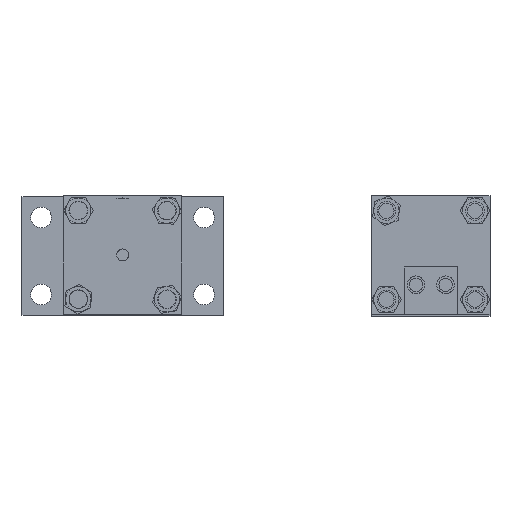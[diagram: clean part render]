
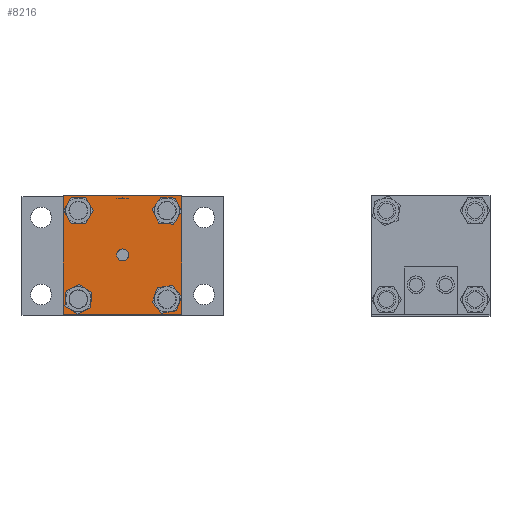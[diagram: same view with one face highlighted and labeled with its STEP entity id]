
A CAD part, top view. The second image highlights one B-rep face of the part: STEP entity #8216.
In plain terms, the highlighted planar face has unit normal (0, 0, 1).
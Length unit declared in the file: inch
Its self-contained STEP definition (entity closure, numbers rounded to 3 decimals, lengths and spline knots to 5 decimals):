
#68 = CARTESIAN_POINT ( 'NONE',  ( 5.15246, 7.39306, 0.5 ) ) ;
#257 = ORIENTED_EDGE ( 'NONE', *, *, #10053, .F. ) ;
#294 = DIRECTION ( 'NONE',  ( 1., 0., 0. ) ) ;
#423 = CARTESIAN_POINT ( 'NONE',  ( 5.89946, 8.32806, 0.5 ) ) ;
#489 = LINE ( 'NONE', #9878, #1091 ) ;
#703 = EDGE_CURVE ( 'NONE', #11243, #8194, #4110, .T. ) ;
#714 = DIRECTION ( 'NONE',  ( 0., -1., 0. ) ) ;
#732 = CIRCLE ( 'NONE', #1118, 0.188 ) ;
#810 = EDGE_CURVE ( 'NONE', #7680, #11717, #11455, .T. ) ;
#939 = CARTESIAN_POINT ( 'NONE',  ( 6.83446, 7.39306, 0.5 ) ) ;
#987 = AXIS2_PLACEMENT_3D ( 'NONE', #11082, #2187, #10197 ) ;
#1045 = EDGE_CURVE ( 'NONE', #4269, #10259, #489, .T. ) ;
#1091 = VECTOR ( 'NONE', #2801, 39.37008 ) ;
#1118 = AXIS2_PLACEMENT_3D ( 'NONE', #12294, #11123, #5270 ) ;
#1158 = CARTESIAN_POINT ( 'NONE',  ( 6.02601, 8.32806, 0.5 ) ) ;
#1204 = VERTEX_POINT ( 'NONE', #8176 ) ;
#1436 = EDGE_LOOP ( 'NONE', ( #257, #3828 ) ) ;
#1441 = DIRECTION ( 'NONE',  ( 0., 0., 1. ) ) ;
#1448 = AXIS2_PLACEMENT_3D ( 'NONE', #12670, #8682, #12705 ) ;
#1503 = AXIS2_PLACEMENT_3D ( 'NONE', #9289, #10292, #294 ) ;
#1557 = EDGE_CURVE ( 'NONE', #1204, #11220, #5648, .T. ) ;
#1702 = CIRCLE ( 'NONE', #1448, 0.188 ) ;
#1767 = AXIS2_PLACEMENT_3D ( 'NONE', #8296, #11267, #4288 ) ;
#1958 = AXIS2_PLACEMENT_3D ( 'NONE', #939, #7970, #8009 ) ;
#2095 = EDGE_LOOP ( 'NONE', ( #12971, #10361 ) ) ;
#2130 = ORIENTED_EDGE ( 'NONE', *, *, #810, .F. ) ;
#2187 = DIRECTION ( 'NONE',  ( 0., 0., 1. ) ) ;
#2203 = EDGE_CURVE ( 'NONE', #4269, #1204, #10814, .T. ) ;
#2354 = CARTESIAN_POINT ( 'NONE',  ( 6.64646, 9.26306, 0.5 ) ) ;
#2515 = CIRCLE ( 'NONE', #1503, 0.188 ) ;
#2574 = CARTESIAN_POINT ( 'NONE',  ( 4.77646, 7.39306, 0.5 ) ) ;
#2801 = DIRECTION ( 'NONE',  ( 1., 0., 0. ) ) ;
#2875 = CIRCLE ( 'NONE', #7746, 0.12655 ) ;
#3259 = AXIS2_PLACEMENT_3D ( 'NONE', #6794, #10790, #10887 ) ;
#3323 = CIRCLE ( 'NONE', #3979, 0.188 ) ;
#3525 = DIRECTION ( 'NONE',  ( 0., 0., 1. ) ) ;
#3548 = DIRECTION ( 'NONE',  ( 1., 0., 0. ) ) ;
#3586 = EDGE_CURVE ( 'NONE', #3919, #8957, #7657, .T. ) ;
#3671 = FACE_BOUND ( 'NONE', #4548, .T. ) ;
#3828 = ORIENTED_EDGE ( 'NONE', *, *, #10388, .F. ) ;
#3882 = CARTESIAN_POINT ( 'NONE',  ( 6.83446, 9.26306, 0.5 ) ) ;
#3919 = VERTEX_POINT ( 'NONE', #12378 ) ;
#3979 = AXIS2_PLACEMENT_3D ( 'NONE', #3882, #6861, #12936 ) ;
#4110 = CIRCLE ( 'NONE', #3259, 0.188 ) ;
#4210 = VERTEX_POINT ( 'NONE', #11756 ) ;
#4235 = CARTESIAN_POINT ( 'NONE',  ( 5.77291, 8.32806, 0.5 ) ) ;
#4269 = VERTEX_POINT ( 'NONE', #6940 ) ;
#4288 = DIRECTION ( 'NONE',  ( 1., 0., 0. ) ) ;
#4404 = EDGE_CURVE ( 'NONE', #8957, #3919, #732, .T. ) ;
#4431 = VERTEX_POINT ( 'NONE', #2354 ) ;
#4467 = DIRECTION ( 'NONE',  ( 0., -1., 0. ) ) ;
#4548 = EDGE_LOOP ( 'NONE', ( #7578, #12552 ) ) ;
#4949 = CIRCLE ( 'NONE', #987, 0.188 ) ;
#5013 = ORIENTED_EDGE ( 'NONE', *, *, #1045, .F. ) ;
#5270 = DIRECTION ( 'NONE',  ( 1., 0., 0. ) ) ;
#5405 = CARTESIAN_POINT ( 'NONE',  ( 4.64946, 5.57249, 0.5 ) ) ;
#5648 = LINE ( 'NONE', #11485, #9421 ) ;
#5806 = ORIENTED_EDGE ( 'NONE', *, *, #12815, .F. ) ;
#5819 = VERTEX_POINT ( 'NONE', #7261 ) ;
#6322 = EDGE_CURVE ( 'NONE', #8194, #11243, #4949, .T. ) ;
#6487 = FACE_BOUND ( 'NONE', #2095, .T. ) ;
#6711 = CARTESIAN_POINT ( 'NONE',  ( 7.14946, 5.57249, 0.5 ) ) ;
#6794 = CARTESIAN_POINT ( 'NONE',  ( 4.96446, 7.39306, 0.5 ) ) ;
#6858 = EDGE_CURVE ( 'NONE', #10259, #11220, #10767, .T. ) ;
#6861 = DIRECTION ( 'NONE',  ( 0., 0., 1. ) ) ;
#6878 = VECTOR ( 'NONE', #4467, 39.37008 ) ;
#6890 = ORIENTED_EDGE ( 'NONE', *, *, #2203, .T. ) ;
#6940 = CARTESIAN_POINT ( 'NONE',  ( 4.64946, 9.57806, 0.5 ) ) ;
#6947 = ORIENTED_EDGE ( 'NONE', *, *, #6858, .F. ) ;
#7083 = DIRECTION ( 'NONE',  ( 1., 0., 0. ) ) ;
#7261 = CARTESIAN_POINT ( 'NONE',  ( 7.02246, 7.39306, 0.5 ) ) ;
#7512 = ORIENTED_EDGE ( 'NONE', *, *, #8300, .F. ) ;
#7578 = ORIENTED_EDGE ( 'NONE', *, *, #4404, .F. ) ;
#7657 = CIRCLE ( 'NONE', #1767, 0.188 ) ;
#7680 = VERTEX_POINT ( 'NONE', #4235 ) ;
#7681 = ORIENTED_EDGE ( 'NONE', *, *, #1557, .T. ) ;
#7746 = AXIS2_PLACEMENT_3D ( 'NONE', #11457, #3525, #8494 ) ;
#7925 = EDGE_LOOP ( 'NONE', ( #5013, #6890, #7681, #6947 ) ) ;
#7970 = DIRECTION ( 'NONE',  ( 0., 0., 1. ) ) ;
#7981 = AXIS2_PLACEMENT_3D ( 'NONE', #423, #1441, #8577 ) ;
#8009 = DIRECTION ( 'NONE',  ( 1., 0., 0. ) ) ;
#8176 = CARTESIAN_POINT ( 'NONE',  ( 4.64946, 7.07806, 0.5 ) ) ;
#8194 = VERTEX_POINT ( 'NONE', #68 ) ;
#8216 = ADVANCED_FACE ( 'NONE', ( #12639, #10283, #3671, #6487, #8398, #11372 ), #10118, .T. ) ;
#8296 = CARTESIAN_POINT ( 'NONE',  ( 4.96446, 9.26306, 0.5 ) ) ;
#8300 = EDGE_CURVE ( 'NONE', #11717, #7680, #2875, .T. ) ;
#8323 = DIRECTION ( 'NONE',  ( 0., 0., 1. ) ) ;
#8398 = FACE_OUTER_BOUND ( 'NONE', #7925, .T. ) ;
#8494 = DIRECTION ( 'NONE',  ( 1., 0., 0. ) ) ;
#8519 = CARTESIAN_POINT ( 'NONE',  ( 7.14946, 7.07806, 0.5 ) ) ;
#8525 = EDGE_LOOP ( 'NONE', ( #2130, #7512 ) ) ;
#8577 = DIRECTION ( 'NONE',  ( 1., 0., 0. ) ) ;
#8649 = CARTESIAN_POINT ( 'NONE',  ( 5.15246, 9.26306, 0.5 ) ) ;
#8682 = DIRECTION ( 'NONE',  ( 0., 0., 1. ) ) ;
#8684 = EDGE_LOOP ( 'NONE', ( #5806, #9539 ) ) ;
#8732 = CARTESIAN_POINT ( 'NONE',  ( 7.02246, 9.26306, 0.5 ) ) ;
#8957 = VERTEX_POINT ( 'NONE', #8649 ) ;
#9185 = AXIS2_PLACEMENT_3D ( 'NONE', #12131, #8323, #7083 ) ;
#9289 = CARTESIAN_POINT ( 'NONE',  ( 6.83446, 9.26306, 0.5 ) ) ;
#9416 = CIRCLE ( 'NONE', #1958, 0.188 ) ;
#9421 = VECTOR ( 'NONE', #3548, 39.37008 ) ;
#9539 = ORIENTED_EDGE ( 'NONE', *, *, #9606, .F. ) ;
#9606 = EDGE_CURVE ( 'NONE', #4210, #5819, #9416, .T. ) ;
#9878 = CARTESIAN_POINT ( 'NONE',  ( 5.89946, 9.57806, 0.5 ) ) ;
#10053 = EDGE_CURVE ( 'NONE', #11343, #4431, #3323, .T. ) ;
#10118 = PLANE ( 'NONE',  #9185 ) ;
#10197 = DIRECTION ( 'NONE',  ( 1., 0., 0. ) ) ;
#10207 = CARTESIAN_POINT ( 'NONE',  ( 7.14946, 9.57806, 0.5 ) ) ;
#10259 = VERTEX_POINT ( 'NONE', #10207 ) ;
#10283 = FACE_BOUND ( 'NONE', #1436, .T. ) ;
#10292 = DIRECTION ( 'NONE',  ( 0., 0., 1. ) ) ;
#10361 = ORIENTED_EDGE ( 'NONE', *, *, #703, .F. ) ;
#10388 = EDGE_CURVE ( 'NONE', #4431, #11343, #2515, .T. ) ;
#10767 = LINE ( 'NONE', #6711, #12978 ) ;
#10790 = DIRECTION ( 'NONE',  ( 0., 0., 1. ) ) ;
#10814 = LINE ( 'NONE', #5405, #6878 ) ;
#10887 = DIRECTION ( 'NONE',  ( 1., 0., 0. ) ) ;
#11082 = CARTESIAN_POINT ( 'NONE',  ( 4.96446, 7.39306, 0.5 ) ) ;
#11123 = DIRECTION ( 'NONE',  ( 0., 0., 1. ) ) ;
#11220 = VERTEX_POINT ( 'NONE', #8519 ) ;
#11243 = VERTEX_POINT ( 'NONE', #2574 ) ;
#11267 = DIRECTION ( 'NONE',  ( 0., 0., 1. ) ) ;
#11343 = VERTEX_POINT ( 'NONE', #8732 ) ;
#11372 = FACE_BOUND ( 'NONE', #8525, .T. ) ;
#11455 = CIRCLE ( 'NONE', #7981, 0.12655 ) ;
#11457 = CARTESIAN_POINT ( 'NONE',  ( 5.89946, 8.32806, 0.5 ) ) ;
#11485 = CARTESIAN_POINT ( 'NONE',  ( 5.89946, 7.07806, 0.5 ) ) ;
#11717 = VERTEX_POINT ( 'NONE', #1158 ) ;
#11756 = CARTESIAN_POINT ( 'NONE',  ( 6.64646, 7.39306, 0.5 ) ) ;
#12131 = CARTESIAN_POINT ( 'NONE',  ( 5.89946, 5.57249, 0.5 ) ) ;
#12294 = CARTESIAN_POINT ( 'NONE',  ( 4.96446, 9.26306, 0.5 ) ) ;
#12378 = CARTESIAN_POINT ( 'NONE',  ( 4.77646, 9.26306, 0.5 ) ) ;
#12552 = ORIENTED_EDGE ( 'NONE', *, *, #3586, .F. ) ;
#12639 = FACE_BOUND ( 'NONE', #8684, .T. ) ;
#12670 = CARTESIAN_POINT ( 'NONE',  ( 6.83446, 7.39306, 0.5 ) ) ;
#12705 = DIRECTION ( 'NONE',  ( 1., 0., 0. ) ) ;
#12815 = EDGE_CURVE ( 'NONE', #5819, #4210, #1702, .T. ) ;
#12936 = DIRECTION ( 'NONE',  ( 1., 0., 0. ) ) ;
#12971 = ORIENTED_EDGE ( 'NONE', *, *, #6322, .F. ) ;
#12978 = VECTOR ( 'NONE', #714, 39.37008 ) ;
